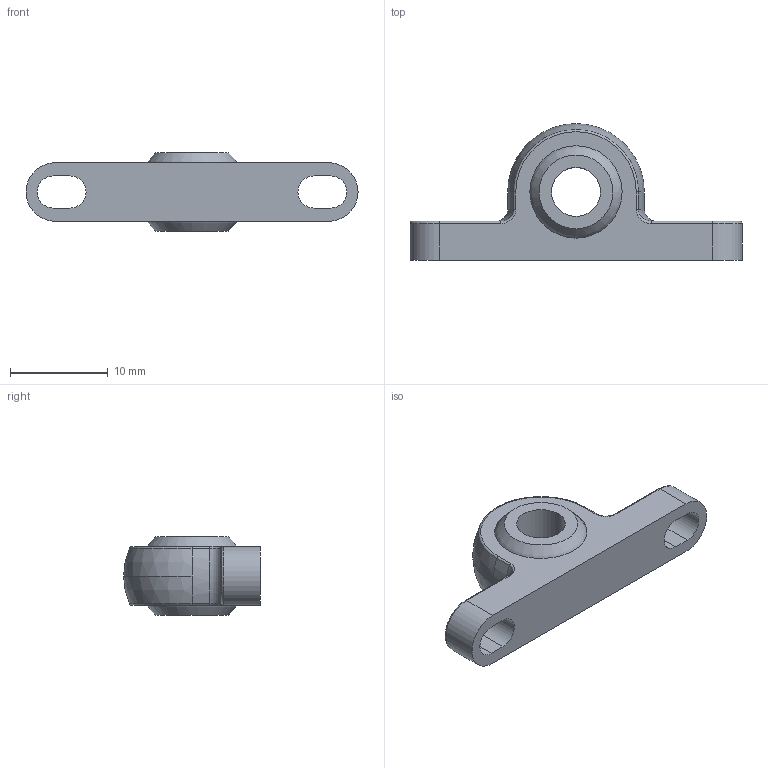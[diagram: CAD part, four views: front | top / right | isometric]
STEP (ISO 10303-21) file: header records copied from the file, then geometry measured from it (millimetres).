
FILE_DESCRIPTION (( 'STEP AP203' ), '1' );
FILE_NAME ('6687K31.STEP', '2019-12-17T21:15:00', ( '' ), ( '' ), 'SwSTEP 2.0', 'SolidWorks 2017', '' );
FILE_SCHEMA (( 'CONFIG_CONTROL_DESIGN' ));
Length unit declared in the file: millimetre
Products named in the file (1): 6687K31
Bounding box: 34 x 14 x 8 mm (x, y, z)
Volume: 1287 mm3; surface area: 1546.1 mm2
Topology: 2 solids, 2 shells, 46 faces, 116 edges, 74 vertices
Faces by surface type: cylinder 19, plane 11, sphere 6, torus 6, bspline 4
Entity records: 1628 total; most frequent: CARTESIAN_POINT 435, DIRECTION 249, ORIENTED_EDGE 220, EDGE_CURVE 110, AXIS2_PLACEMENT_3D 104, VERTEX_POINT 72, CIRCLE 61, EDGE_LOOP 58
